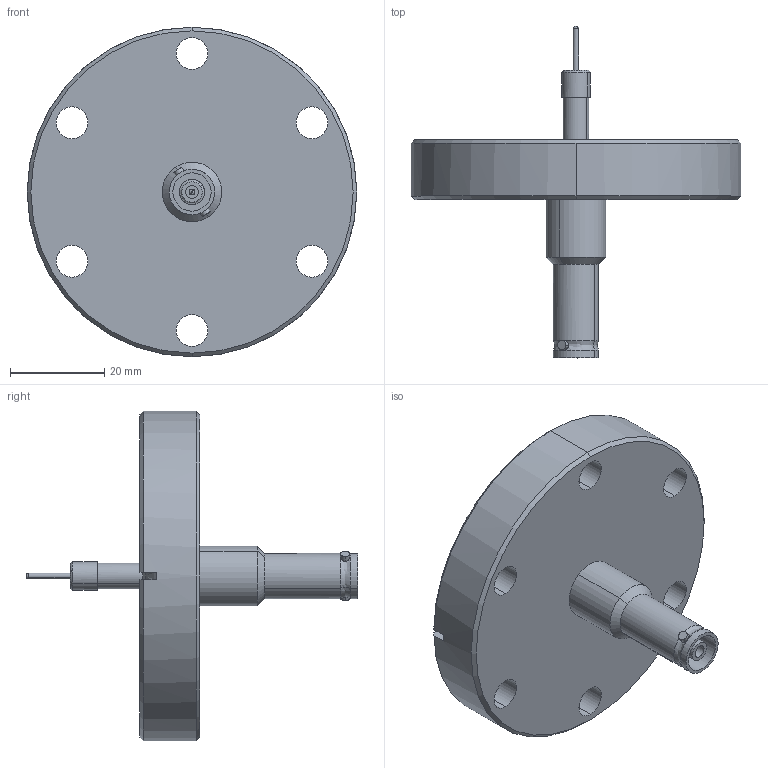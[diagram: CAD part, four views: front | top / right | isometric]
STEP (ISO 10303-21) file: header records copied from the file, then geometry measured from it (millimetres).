
FILE_DESCRIPTION (( 'STEP AP203' ), '1' );
FILE_NAME ('A1601-2-CF.STEP', '2013-08-29T12:08:43', ( '' ), ( '' ), 'SwSTEP 2.0', 'SolidWorks 2012', '' );
FILE_SCHEMA (( 'CONFIG_CONTROL_DESIGN' ));
Length unit declared in the file: inch
Products named in the file (1): A1601-2-CF
Bounding box: 69.85 x 70.38 x 69.85 mm (x, y, z)
Volume: 45126.7 mm3; surface area: 15899.1 mm2
Topology: 1 solids, 3 shells, 123 faces, 292 edges, 188 vertices
Faces by surface type: cylinder 63, plane 31, cone 15, bspline 14
Entity records: 4009 total; most frequent: CARTESIAN_POINT 1004, DIRECTION 660, ORIENTED_EDGE 584, EDGE_CURVE 292, AXIS2_PLACEMENT_3D 284, VERTEX_POINT 188, CIRCLE 174, EDGE_LOOP 152
